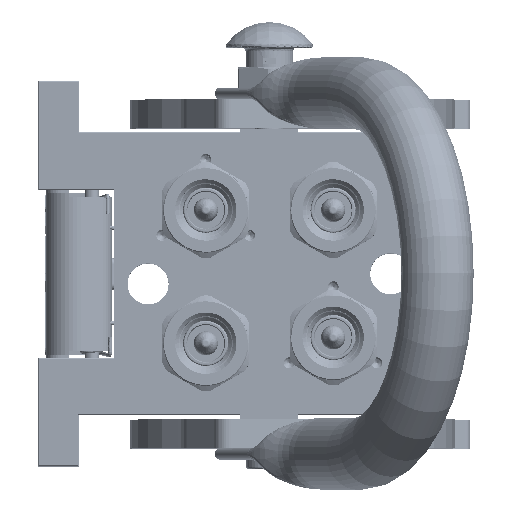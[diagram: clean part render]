
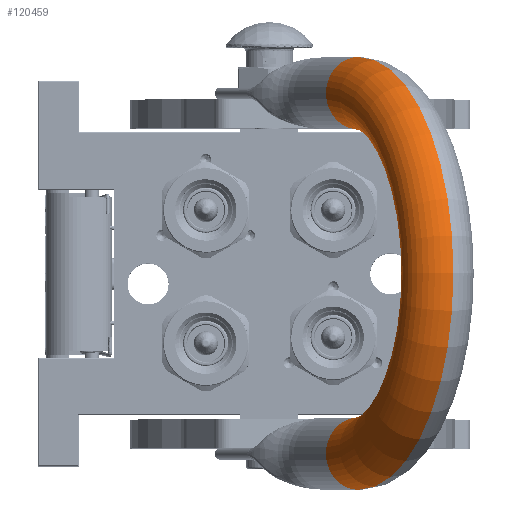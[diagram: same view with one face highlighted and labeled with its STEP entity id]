
A CAD part, top view. The second image highlights one B-rep face of the part: STEP entity #120459.
In plain terms, the highlighted toroidal (fillet/blend) face has major radius 62.25 mm and minor radius 12.5 mm.
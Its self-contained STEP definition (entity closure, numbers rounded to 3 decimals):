
#2739 = VERTEX_POINT ( 'NONE', #72631 ) ;
#16739 = CARTESIAN_POINT ( 'NONE',  ( 0., 0., 25.25 ) ) ;
#16812 = CARTESIAN_POINT ( 'NONE',  ( 62.25, 0., 25.25 ) ) ;
#17198 = DIRECTION ( 'NONE',  ( -1., 0., 0. ) ) ;
#25312 = ORIENTED_EDGE ( 'NONE', *, *, #111325, .F. ) ;
#25931 = ORIENTED_EDGE ( 'NONE', *, *, #87059, .T. ) ;
#29713 = DIRECTION ( 'NONE',  ( 1., 0., 0. ) ) ;
#30602 = DIRECTION ( 'NONE',  ( 0., 1., 0. ) ) ;
#30998 = VERTEX_POINT ( 'NONE', #63018 ) ;
#34270 = AXIS2_PLACEMENT_3D ( 'NONE', #124280, #94521, #42211 ) ;
#34951 = CIRCLE ( 'NONE', #126724, 12.5 ) ;
#42211 = DIRECTION ( 'NONE',  ( -1., 0., 0. ) ) ;
#54841 = DIRECTION ( 'NONE',  ( 0., 1., 0. ) ) ;
#55228 = AXIS2_PLACEMENT_3D ( 'NONE', #126981, #54841, #94588 ) ;
#57894 = CIRCLE ( 'NONE', #55228, 74.75 ) ;
#58961 = CIRCLE ( 'NONE', #89085, 49.75 ) ;
#59070 = DIRECTION ( 'NONE',  ( 0., 1., 0. ) ) ;
#60458 = VERTEX_POINT ( 'NONE', #83384 ) ;
#63018 = CARTESIAN_POINT ( 'NONE',  ( 49.75, 0., 25.25 ) ) ;
#64484 = TOROIDAL_SURFACE ( 'NONE', #73016, 62.25, 12.5 ) ;
#68215 = DIRECTION ( 'NONE',  ( 1., 0., 0. ) ) ;
#72487 = EDGE_LOOP ( 'NONE', ( #25931, #129180, #25312, #96875 ) ) ;
#72631 = CARTESIAN_POINT ( 'NONE',  ( -74.75, 0., 25.25 ) ) ;
#73016 = AXIS2_PLACEMENT_3D ( 'NONE', #92450, #30602, #29713 ) ;
#79342 = CIRCLE ( 'NONE', #34270, 12.5 ) ;
#82237 = FACE_OUTER_BOUND ( 'NONE', #72487, .T. ) ;
#83384 = CARTESIAN_POINT ( 'NONE',  ( -49.75, 0., 25.25 ) ) ;
#87059 = EDGE_CURVE ( 'NONE', #60458, #30998, #58961, .T. ) ;
#88970 = DIRECTION ( 'NONE',  ( 0., 0., -1. ) ) ;
#89085 = AXIS2_PLACEMENT_3D ( 'NONE', #16739, #59070, #17198 ) ;
#92450 = CARTESIAN_POINT ( 'NONE',  ( 0., 0., 25.25 ) ) ;
#94521 = DIRECTION ( 'NONE',  ( 0., 0., 1. ) ) ;
#94588 = DIRECTION ( 'NONE',  ( -1., 0., 0. ) ) ;
#96804 = EDGE_CURVE ( 'NONE', #2739, #60458, #79342, .T. ) ;
#96875 = ORIENTED_EDGE ( 'NONE', *, *, #96804, .T. ) ;
#106793 = EDGE_CURVE ( 'NONE', #117674, #30998, #34951, .T. ) ;
#109641 = CARTESIAN_POINT ( 'NONE',  ( 74.75, 0., 25.25 ) ) ;
#111325 = EDGE_CURVE ( 'NONE', #2739, #117674, #57894, .T. ) ;
#117674 = VERTEX_POINT ( 'NONE', #109641 ) ;
#120459 = ADVANCED_FACE ( 'NONE', ( #82237 ), #64484, .T. ) ;
#124280 = CARTESIAN_POINT ( 'NONE',  ( -62.25, 0., 25.25 ) ) ;
#126724 = AXIS2_PLACEMENT_3D ( 'NONE', #16812, #88970, #68215 ) ;
#126981 = CARTESIAN_POINT ( 'NONE',  ( 0., 0., 25.25 ) ) ;
#129180 = ORIENTED_EDGE ( 'NONE', *, *, #106793, .F. ) ;
